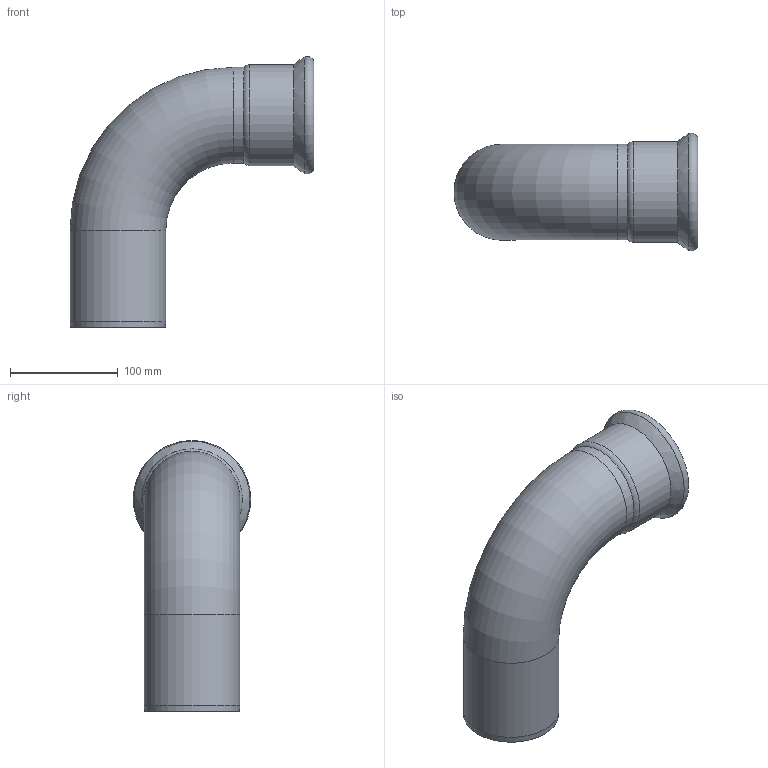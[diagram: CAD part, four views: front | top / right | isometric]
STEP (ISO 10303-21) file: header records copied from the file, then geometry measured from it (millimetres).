
FILE_DESCRIPTION(/* description */ ('Curva 90° Maschio-Femmina DN 88,9'),/* implementation_level */ '2;1');
FILE_NAME(/* name */ '381088901_Steelpres.stp',/* time_stamp */ '2022-10-21T14:12:40+02:00',/* author */ ('Vault'),/* organization */ ('Raccorderie metalliche s.p.a. '),/* preprocessor_version */ 'ST-DEVELOPER v18.1',/* originating_system */ 'Autodesk Inventor 2020',/* authorisation */ 'Raccorderie metalliche s.p.a. ');
FILE_SCHEMA (('AUTOMOTIVE_DESIGN { 1 0 10303 214 3 1 1 }'));
Length unit declared in the file: millimetre
Products named in the file (1): 381088901_Steelpres
Bounding box: 226.45 x 108.99 x 251.49 mm (x, y, z)
Volume: 212711.1 mm3; surface area: 188127.3 mm2
Topology: 1 solids, 1 shells, 21 faces, 72 edges, 52 vertices
Faces by surface type: cylinder 8, torus 7, cone 4, bspline 1, plane 1
Full cylindrical faces by diameter (mm): 84.9 x2, 88.9 x2, 89.5 x1, 91.3 x2, 93.5 x1
Entity records: 909 total; most frequent: DIRECTION 174, CARTESIAN_POINT 172, ORIENTED_EDGE 144, AXIS2_PLACEMENT_3D 81, EDGE_CURVE 72, CIRCLE 60, VERTEX_POINT 52, EDGE_LOOP 22
